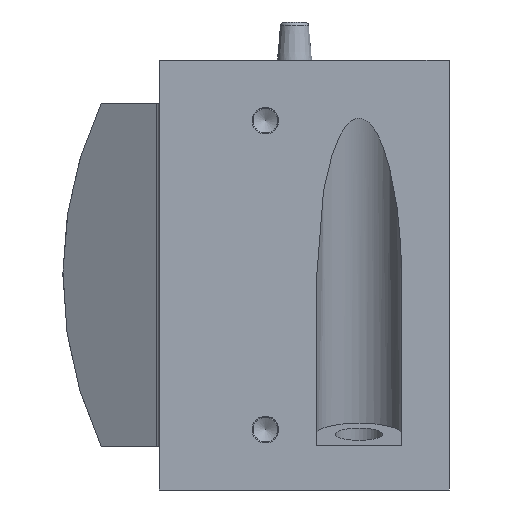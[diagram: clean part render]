
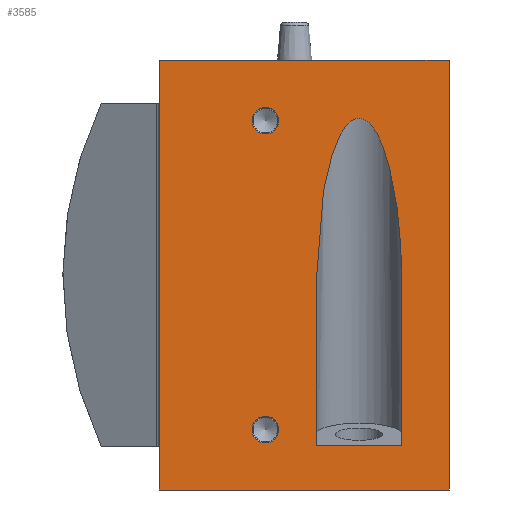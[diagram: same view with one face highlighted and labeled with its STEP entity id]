
A CAD part, left-side view. The second image highlights one B-rep face of the part: STEP entity #3585.
In plain terms, the highlighted planar face has unit normal (-1, 0, 0).
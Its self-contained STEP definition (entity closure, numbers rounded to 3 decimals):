
#115=ELLIPSE('',#3825,19.319,5.);
#126=LINE('',#5303,#477);
#127=LINE('',#5306,#478);
#128=LINE('',#5308,#479);
#129=LINE('',#5310,#480);
#130=LINE('',#5311,#481);
#131=LINE('',#5314,#482);
#132=LINE('',#5318,#483);
#477=VECTOR('',#4204,1000.);
#478=VECTOR('',#4205,1000.);
#479=VECTOR('',#4206,1000.);
#480=VECTOR('',#4207,1000.);
#481=VECTOR('',#4208,1000.);
#482=VECTOR('',#4209,1000.);
#483=VECTOR('',#4212,1000.);
#828=ORIENTED_EDGE('',*,*,#1838,.F.);
#829=ORIENTED_EDGE('',*,*,#1839,.F.);
#830=ORIENTED_EDGE('',*,*,#1840,.T.);
#831=ORIENTED_EDGE('',*,*,#1841,.F.);
#832=ORIENTED_EDGE('',*,*,#1842,.F.);
#833=ORIENTED_EDGE('',*,*,#1843,.T.);
#834=ORIENTED_EDGE('',*,*,#1844,.F.);
#835=ORIENTED_EDGE('',*,*,#1845,.T.);
#836=ORIENTED_EDGE('',*,*,#1846,.F.);
#837=ORIENTED_EDGE('',*,*,#1847,.F.);
#1838=EDGE_CURVE('',#2343,#2343,#2703,.F.);
#1839=EDGE_CURVE('',#2344,#2344,#2704,.F.);
#1840=EDGE_CURVE('',#2345,#2346,#126,.T.);
#1841=EDGE_CURVE('',#2347,#2346,#127,.T.);
#1842=EDGE_CURVE('',#2348,#2347,#128,.T.);
#1843=EDGE_CURVE('',#2348,#2345,#129,.T.);
#1844=EDGE_CURVE('',#2349,#2350,#130,.T.);
#1845=EDGE_CURVE('',#2349,#2351,#131,.T.);
#1846=EDGE_CURVE('',#2352,#2351,#115,.F.);
#1847=EDGE_CURVE('',#2350,#2352,#132,.T.);
#2343=VERTEX_POINT('',#5300);
#2344=VERTEX_POINT('',#5302);
#2345=VERTEX_POINT('',#5304);
#2346=VERTEX_POINT('',#5305);
#2347=VERTEX_POINT('',#5307);
#2348=VERTEX_POINT('',#5309);
#2349=VERTEX_POINT('',#5312);
#2350=VERTEX_POINT('',#5313);
#2351=VERTEX_POINT('',#5315);
#2352=VERTEX_POINT('',#5317);
#2703=CIRCLE('',#3823,1.55);
#2704=CIRCLE('',#3824,1.55);
#2842=EDGE_LOOP('',(#828));
#2843=EDGE_LOOP('',(#829));
#2844=EDGE_LOOP('',(#830,#831,#832,#833));
#2845=EDGE_LOOP('',(#834,#835,#836,#837));
#3143=FACE_BOUND('',#2842,.T.);
#3144=FACE_BOUND('',#2843,.T.);
#3145=FACE_BOUND('',#2844,.T.);
#3146=FACE_BOUND('',#2845,.T.);
#3448=PLANE('',#3822);
#3585=ADVANCED_FACE('',(#3143,#3144,#3145,#3146),#3448,.F.);
#3822=AXIS2_PLACEMENT_3D('',#5298,#4198,#4199);
#3823=AXIS2_PLACEMENT_3D('',#5299,#4200,#4201);
#3824=AXIS2_PLACEMENT_3D('',#5301,#4202,#4203);
#3825=AXIS2_PLACEMENT_3D('',#5316,#4210,#4211);
#4198=DIRECTION('',(1.,0.,0.));
#4199=DIRECTION('',(0.,0.,-1.));
#4200=DIRECTION('',(1.,0.,0.));
#4201=DIRECTION('',(0.,0.,-1.));
#4202=DIRECTION('',(1.,0.,0.));
#4203=DIRECTION('',(0.,0.,-1.));
#4204=DIRECTION('',(0.,-1.,0.));
#4205=DIRECTION('',(0.,0.,-1.));
#4206=DIRECTION('',(0.,-1.,0.));
#4207=DIRECTION('',(0.,0.,-1.));
#4208=DIRECTION('',(0.,-1.,0.));
#4209=DIRECTION('',(0.,0.,1.));
#4210=DIRECTION('',(1.,0.,0.));
#4211=DIRECTION('',(0.,0.,-1.));
#4212=DIRECTION('',(0.,0.,1.));
#5298=CARTESIAN_POINT('',(-53.8,33.8,25.05));
#5299=CARTESIAN_POINT('',(-53.8,21.4,18.));
#5300=CARTESIAN_POINT('',(-53.8,21.4,16.45));
#5301=CARTESIAN_POINT('',(-53.8,21.4,-18.));
#5302=CARTESIAN_POINT('',(-53.8,21.4,-19.55));
#5303=CARTESIAN_POINT('',(-53.8,33.8,-25.05));
#5304=CARTESIAN_POINT('',(-53.8,33.8,-25.05));
#5305=CARTESIAN_POINT('',(-53.8,0.,-25.05));
#5306=CARTESIAN_POINT('',(-53.8,0.,25.05));
#5307=CARTESIAN_POINT('',(-53.8,0.,25.05));
#5308=CARTESIAN_POINT('',(-53.8,33.8,25.05));
#5309=CARTESIAN_POINT('',(-53.8,33.8,25.05));
#5310=CARTESIAN_POINT('',(-53.8,33.8,25.05));
#5311=CARTESIAN_POINT('',(-53.8,33.8,-19.809));
#5312=CARTESIAN_POINT('',(-53.8,15.5,-19.809));
#5313=CARTESIAN_POINT('',(-53.8,5.5,-19.809));
#5314=CARTESIAN_POINT('',(-53.8,15.5,25.05));
#5315=CARTESIAN_POINT('',(-53.8,15.5,-1.034));
#5316=CARTESIAN_POINT('',(-53.8,10.5,-1.034));
#5317=CARTESIAN_POINT('',(-53.8,5.5,-1.034));
#5318=CARTESIAN_POINT('',(-53.8,5.5,25.05));
